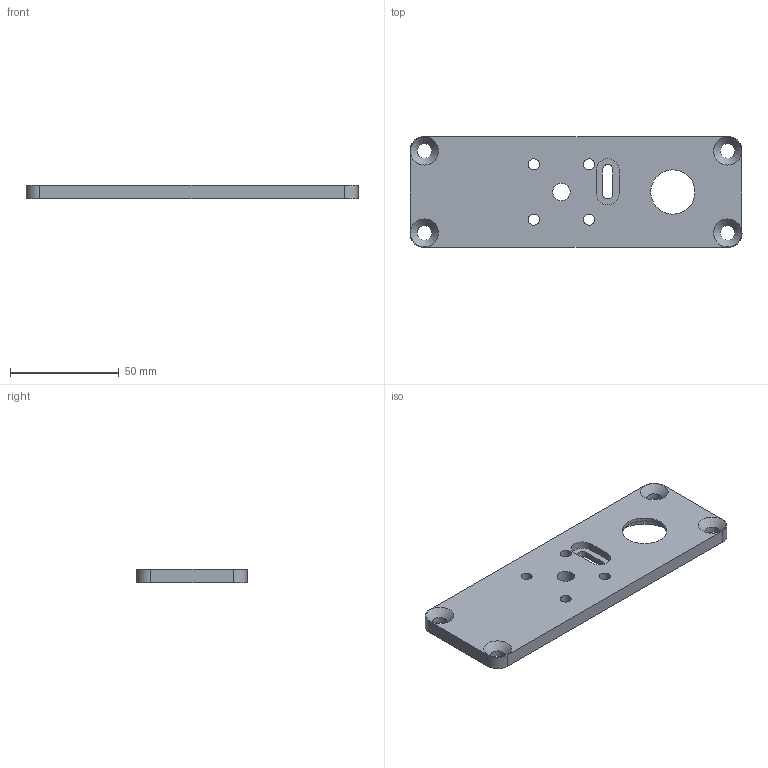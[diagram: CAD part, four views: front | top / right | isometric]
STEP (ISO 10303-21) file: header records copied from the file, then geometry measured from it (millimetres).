
FILE_DESCRIPTION(/* description */ (''),/* implementation_level */ '2;1');
FILE_NAME(/* name */ 'PlateA v33.step',/* time_stamp */ '2021-08-09T11:32:03-04:00',/* author */ (''),/* organization */ (''),/* preprocessor_version */ 'ST-DEVELOPER v18.1',/* originating_system */ 'Autodesk Translation Framework v10.9.0.1377',/* authorisation */ '');
FILE_SCHEMA (('AUTOMOTIVE_DESIGN { 1 0 10303 214 3 1 1 }'));
Length unit declared in the file: inch
Products named in the file (1): PlateA
Bounding box: 152.4 x 50.8 x 6.35 mm (x, y, z)
Volume: 42117.8 mm3; surface area: 18416.2 mm2
Topology: 1 solids, 1 shells, 35 faces, 89 edges, 58 vertices
Faces by surface type: cylinder 19, plane 12, cone 4
Full cylindrical faces by diameter (mm): 5.118 x4, 6.756 x4, 7.976 x1, 20.32 x1, 28.588 x1
Entity records: 1141 total; most frequent: DIRECTION 203, CARTESIAN_POINT 183, ORIENTED_EDGE 178, EDGE_CURVE 89, AXIS2_PLACEMENT_3D 78, EDGE_LOOP 59, VERTEX_POINT 58, LINE 47
